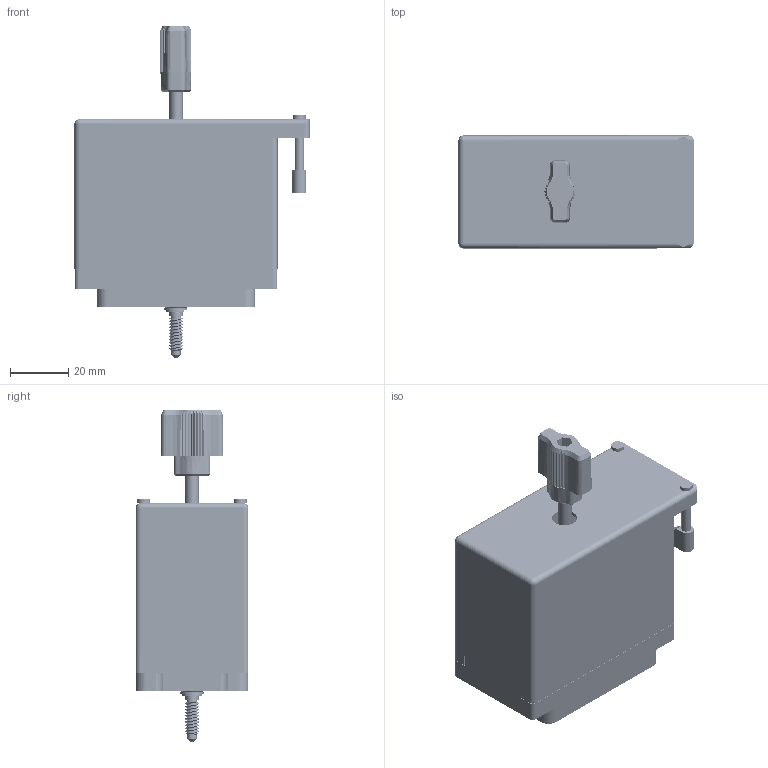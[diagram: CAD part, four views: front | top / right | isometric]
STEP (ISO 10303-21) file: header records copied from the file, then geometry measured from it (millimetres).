
FILE_DESCRIPTION (( 'STEP AP203' ), '1' );
FILE_NAME ('516-120-540-355.STEP', '2020-03-11T05:14:38', ( '' ), ( '' ), 'SwSTEP 2.0', 'SolidWorks 2016', '' );
FILE_SCHEMA (( 'CONFIG_CONTROL_DESIGN' ));
Length unit declared in the file: inch
Products named in the file (11): 516-251-095-100; 516-292-001_540 Contact; 516-254-091-109; 516-230-001_Metal - 120 Side Entry; Grub Screw; 516-250-091-111; Actuating Screw Assy 090-120; 516-120-540-355; 516-253-190-107; 516 Plug Insulator_120; 516-253-095-100
Assembly tree (130 placements, depth 3):
  516-120-540-355
    516 Plug Insulator_120
    516-292-001_540 Contact  x120
    516-230-001_Metal - 120 Side Entry
    Actuating Screw Assy 090-120
      516-251-095-100
      516-254-091-109
      516-253-095-100  x2
      516-253-190-107
      516-250-091-111
      Grub Screw
Bounding box: 81.03 x 38.86 x 114.34 mm (x, y, z)
Volume: 47996.6 mm3; surface area: 83619.9 mm2
Topology: 129 solids, 129 shells, 11386 faces, 32993 edges, 21882 vertices
Faces by surface type: plane 6985, cylinder 3600, bspline 737, cone 62, sphere 2
Entity records: 105567 total; most frequent: CARTESIAN_POINT 24238, ORIENTED_EDGE 16454, DIRECTION 15799, EDGE_CURVE 8227, VECTOR 6027, LINE 6027, VERTEX_POINT 5452, AXIS2_PLACEMENT_3D 4886
